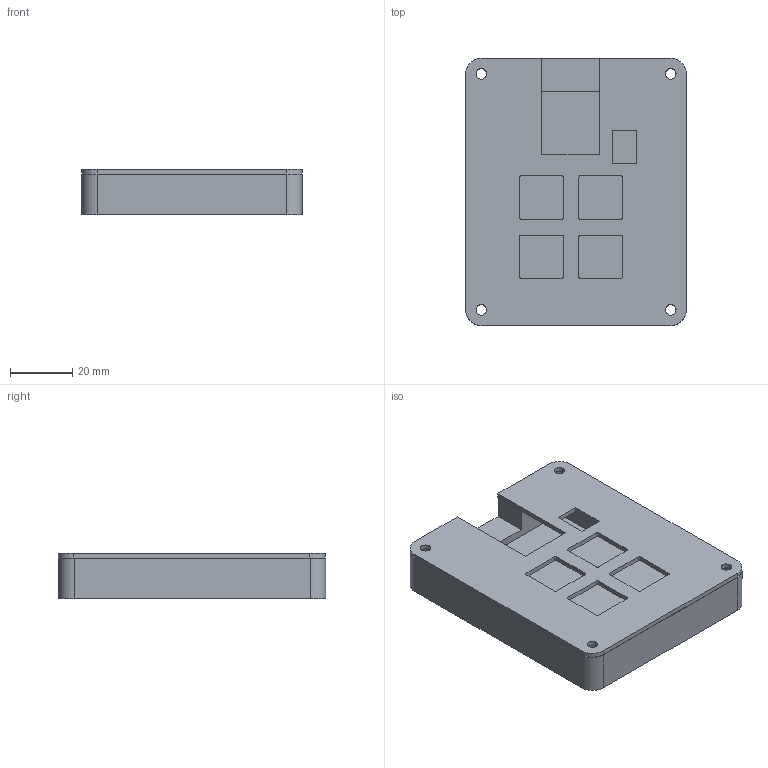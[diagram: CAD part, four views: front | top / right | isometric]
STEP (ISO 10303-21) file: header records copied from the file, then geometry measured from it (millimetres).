
FILE_DESCRIPTION(/* description */ (''),/* implementation_level */ '2;1');
FILE_NAME(/* name */ '34a8b018-4dfe-44ac-8f76-8e4df01ad319.stp',/* time_stamp */ '2026-01-15T20:00:29Z',/* author */ (''),/* organization */ (''),/* preprocessor_version */ 'ST-DEVELOPER v20.1',/* originating_system */ 'Autodesk Translation Framework v14.24.0.0',/* authorisation */ '');
FILE_SCHEMA (('AUTOMOTIVE_DESIGN { 1 0 10303 214 3 1 1 }'));
Length unit declared in the file: millimetre
Products named in the file (1): 2026-01-14-18-51-07-279
Bounding box: 71.01 x 86.08 x 14.55 mm (x, y, z)
Volume: 50182.3 mm3; surface area: 29159.2 mm2
Topology: 2 solids, 2 shells, 84 faces, 228 edges, 152 vertices
Faces by surface type: plane 48, cylinder 36
Full cylindrical faces by diameter (mm): 3.4 x8, 6 x4
Entity records: 2737 total; most frequent: DIRECTION 470, CARTESIAN_POINT 465, ORIENTED_EDGE 456, EDGE_CURVE 228, AXIS2_PLACEMENT_3D 157, LINE 156, VECTOR 156, VERTEX_POINT 152
